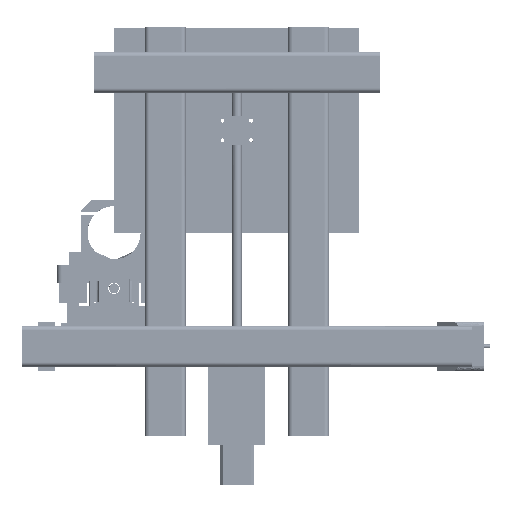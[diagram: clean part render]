
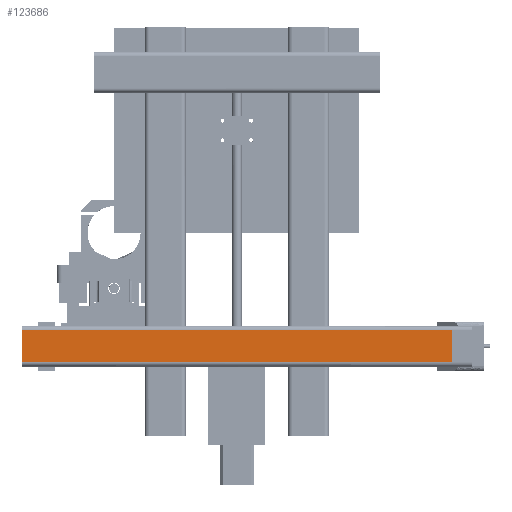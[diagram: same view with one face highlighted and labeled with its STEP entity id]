
A CAD part, front view. The second image highlights one B-rep face of the part: STEP entity #123686.
In plain terms, the highlighted free-form (B-spline) face has degree [1, 1] with [2, 2] control points.
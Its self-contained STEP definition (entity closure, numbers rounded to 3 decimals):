
#123686 = ADVANCED_FACE('',(#123687),#123717,.T.);
#123687 = FACE_BOUND('',#123688,.T.);
#123688 = EDGE_LOOP('',(#123689,#123698,#123705,#123712));
#123689 = ORIENTED_EDGE('',*,*,#123690,.F.);
#123690 = EDGE_CURVE('',#123691,#123693,#123695,.T.);
#123691 = VERTEX_POINT('',#123692);
#123692 = CARTESIAN_POINT('',(-230.886,0.,0.));
#123693 = VERTEX_POINT('',#123694);
#123694 = CARTESIAN_POINT('',(-230.886,0.,34.303));
#123695 = B_SPLINE_CURVE_WITH_KNOTS('',1,(#123696,#123697),
  .UNSPECIFIED.,.F.,.F.,(2,2),(0.,1.),.PIECEWISE_BEZIER_KNOTS.);
#123696 = CARTESIAN_POINT('',(-230.886,0.,0.));
#123697 = CARTESIAN_POINT('',(-230.886,0.,34.303));
#123698 = ORIENTED_EDGE('',*,*,#123699,.F.);
#123699 = EDGE_CURVE('',#123700,#123691,#123702,.T.);
#123700 = VERTEX_POINT('',#123701);
#123701 = CARTESIAN_POINT('',(230.886,0.,0.));
#123702 = B_SPLINE_CURVE_WITH_KNOTS('',1,(#123703,#123704),
  .UNSPECIFIED.,.F.,.F.,(2,2),(0.,1.),.PIECEWISE_BEZIER_KNOTS.);
#123703 = CARTESIAN_POINT('',(230.886,0.,0.));
#123704 = CARTESIAN_POINT('',(-230.886,0.,0.));
#123705 = ORIENTED_EDGE('',*,*,#123706,.F.);
#123706 = EDGE_CURVE('',#123707,#123700,#123709,.T.);
#123707 = VERTEX_POINT('',#123708);
#123708 = CARTESIAN_POINT('',(230.886,0.,34.303));
#123709 = B_SPLINE_CURVE_WITH_KNOTS('',1,(#123710,#123711),
  .UNSPECIFIED.,.F.,.F.,(2,2),(0.,1.),.PIECEWISE_BEZIER_KNOTS.);
#123710 = CARTESIAN_POINT('',(230.886,0.,34.303));
#123711 = CARTESIAN_POINT('',(230.886,0.,0.));
#123712 = ORIENTED_EDGE('',*,*,#123713,.F.);
#123713 = EDGE_CURVE('',#123693,#123707,#123714,.T.);
#123714 = B_SPLINE_CURVE_WITH_KNOTS('',1,(#123715,#123716),
  .UNSPECIFIED.,.F.,.F.,(2,2),(0.,1.),.PIECEWISE_BEZIER_KNOTS.);
#123715 = CARTESIAN_POINT('',(-230.886,0.,34.303));
#123716 = CARTESIAN_POINT('',(230.886,0.,34.303));
#123717 = B_SPLINE_SURFACE_WITH_KNOTS('',1,1,(
    (#123718,#123719)
    ,(#123720,#123721
    )),.UNSPECIFIED.,.F.,.F.,.F.,(2,2),(2,2),(0.,1.),(0.,1.),
  .PIECEWISE_BEZIER_KNOTS.);
#123718 = CARTESIAN_POINT('',(-230.886,0.,34.303));
#123719 = CARTESIAN_POINT('',(230.886,0.,34.303));
#123720 = CARTESIAN_POINT('',(-230.886,0.,0.));
#123721 = CARTESIAN_POINT('',(230.886,0.,0.));
